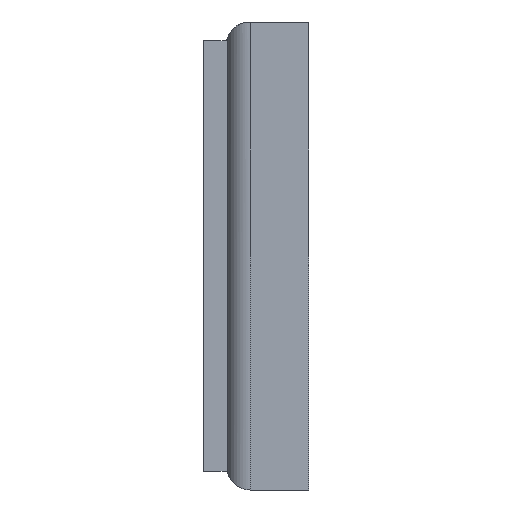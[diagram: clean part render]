
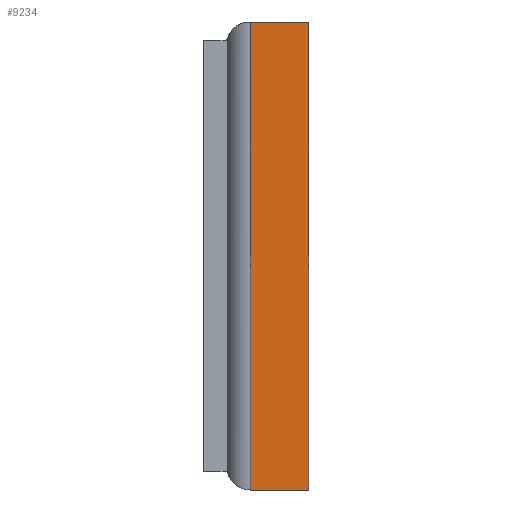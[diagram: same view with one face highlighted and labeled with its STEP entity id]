
A CAD part, left-side view. The second image highlights one B-rep face of the part: STEP entity #9234.
In plain terms, the highlighted planar face has unit normal (-1, 0, 0).
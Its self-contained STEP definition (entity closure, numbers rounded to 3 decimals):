
#174=PLANE('',#9637);
#543=FACE_OUTER_BOUND('',#1072,.T.);
#1072=EDGE_LOOP('',(#7156,#7157,#7158,#7159));
#1709=LINE('',#14840,#2513);
#1713=LINE('',#14853,#2517);
#1714=LINE('',#14856,#2518);
#1715=LINE('',#14857,#2519);
#2513=VECTOR('',#10283,10.);
#2517=VECTOR('',#10295,10.);
#2518=VECTOR('',#10298,10.);
#2519=VECTOR('',#10299,10.);
#3992=VERTEX_POINT('',#14837);
#3993=VERTEX_POINT('',#14839);
#3998=VERTEX_POINT('',#14851);
#3999=VERTEX_POINT('',#14855);
#5130=EDGE_CURVE('',#3993,#3992,#1709,.T.);
#5137=EDGE_CURVE('',#3998,#3992,#1713,.T.);
#5138=EDGE_CURVE('',#3998,#3999,#1714,.T.);
#5139=EDGE_CURVE('',#3993,#3999,#1715,.T.);
#7156=ORIENTED_EDGE('',*,*,#5137,.F.);
#7157=ORIENTED_EDGE('',*,*,#5138,.T.);
#7158=ORIENTED_EDGE('',*,*,#5139,.F.);
#7159=ORIENTED_EDGE('',*,*,#5130,.T.);
#9234=ADVANCED_FACE('',(#543),#174,.T.);
#9637=AXIS2_PLACEMENT_3D('',#14854,#10296,#10297);
#10283=DIRECTION('',(0.,1.,0.));
#10295=DIRECTION('',(0.,0.,1.));
#10296=DIRECTION('center_axis',(-1.,0.,0.));
#10297=DIRECTION('ref_axis',(0.,0.,1.));
#10298=DIRECTION('',(0.,-1.,0.));
#10299=DIRECTION('',(0.,0.,-1.));
#14837=CARTESIAN_POINT('',(-43.07,-1.5,47.126));
#14839=CARTESIAN_POINT('',(-43.07,-6.5,47.126));
#14840=CARTESIAN_POINT('',(-43.07,0.,47.126));
#14851=CARTESIAN_POINT('',(-43.07,-1.5,7.126));
#14853=CARTESIAN_POINT('',(-43.07,-1.5,17.126));
#14854=CARTESIAN_POINT('Origin',(-43.07,0.,7.126));
#14855=CARTESIAN_POINT('',(-43.07,-6.5,7.126));
#14856=CARTESIAN_POINT('',(-43.07,0.,7.126));
#14857=CARTESIAN_POINT('',(-43.07,-6.5,7.126));
